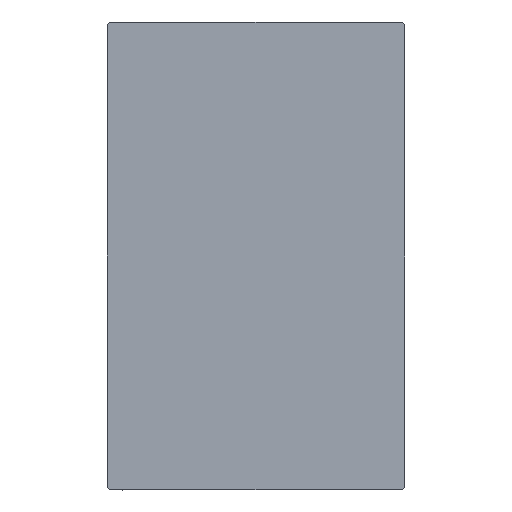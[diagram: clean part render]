
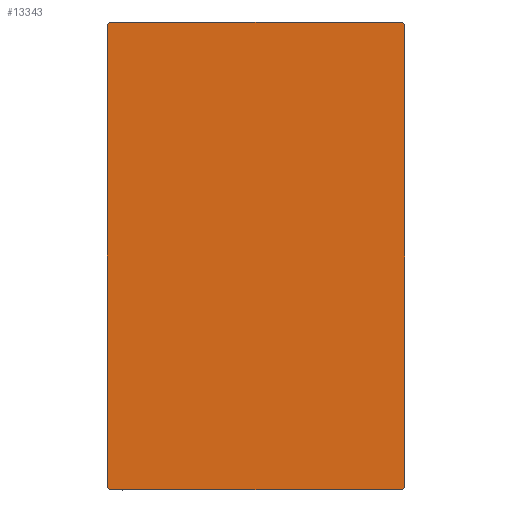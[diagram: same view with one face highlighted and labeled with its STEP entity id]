
A CAD part, left-side view. The second image highlights one B-rep face of the part: STEP entity #13343.
In plain terms, the highlighted face is planar.
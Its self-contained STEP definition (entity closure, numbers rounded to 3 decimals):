
#388 = EDGE_CURVE ( 'NONE', #11639, #19565, #13658, .T. ) ;
#655 = ORIENTED_EDGE ( 'NONE', *, *, #38027, .T. ) ;
#1469 = LINE ( 'NONE', #11023, #24180 ) ;
#1585 = ORIENTED_EDGE ( 'NONE', *, *, #33331, .T. ) ;
#1886 = DIRECTION ( 'NONE',  ( 0., -0.707, 0.707 ) ) ;
#1901 = ORIENTED_EDGE ( 'NONE', *, *, #34425, .T. ) ;
#3194 = VECTOR ( 'NONE', #42666, 1000. ) ;
#3215 = VERTEX_POINT ( 'NONE', #32429 ) ;
#3680 = DIRECTION ( 'NONE',  ( 0., -1., 0. ) ) ;
#4305 = ORIENTED_EDGE ( 'NONE', *, *, #38672, .T. ) ;
#4804 = EDGE_CURVE ( 'NONE', #3215, #37757, #28591, .T. ) ;
#4936 = LINE ( 'NONE', #38147, #18645 ) ;
#6360 = LINE ( 'NONE', #32643, #7606 ) ;
#6558 = CARTESIAN_POINT ( 'NONE',  ( 56., 17.2, 27.5 ) ) ;
#7606 = VECTOR ( 'NONE', #39781, 1000. ) ;
#7683 = VECTOR ( 'NONE', #30259, 1000. ) ;
#7966 = LINE ( 'NONE', #21663, #24799 ) ;
#8070 = LINE ( 'NONE', #34589, #7683 ) ;
#11023 = CARTESIAN_POINT ( 'NONE',  ( 56., -17.5, -27.5 ) ) ;
#11639 = VERTEX_POINT ( 'NONE', #6558 ) ;
#12772 = VECTOR ( 'NONE', #3680, 1000. ) ;
#13343 = ADVANCED_FACE ( 'NONE', ( #17074 ), #13816, .T. ) ;
#13450 = ORIENTED_EDGE ( 'NONE', *, *, #18235, .T. ) ;
#13658 = LINE ( 'NONE', #23661, #12772 ) ;
#13816 = PLANE ( 'NONE',  #26283 ) ;
#14684 = CARTESIAN_POINT ( 'NONE',  ( 56., 17.5, 27.2 ) ) ;
#15122 = CARTESIAN_POINT ( 'NONE',  ( 56., -17.5, 27.5 ) ) ;
#17074 = FACE_OUTER_BOUND ( 'NONE', #18941, .T. ) ;
#18235 = EDGE_CURVE ( 'NONE', #40088, #36987, #4936, .T. ) ;
#18645 = VECTOR ( 'NONE', #34263, 1000. ) ;
#18941 = EDGE_LOOP ( 'NONE', ( #1901, #13450, #38193, #4305, #33979, #1585, #39862, #655 ) ) ;
#19443 = CARTESIAN_POINT ( 'NONE',  ( 56., -17.5, -27.2 ) ) ;
#19565 = VERTEX_POINT ( 'NONE', #36817 ) ;
#19917 = DIRECTION ( 'NONE',  ( 1., 0., 0. ) ) ;
#20248 = CARTESIAN_POINT ( 'NONE',  ( 56., 17.5, -27.2 ) ) ;
#20758 = EDGE_CURVE ( 'NONE', #36987, #24717, #6360, .T. ) ;
#21663 = CARTESIAN_POINT ( 'NONE',  ( 56., 22.35, 22.35 ) ) ;
#23173 = DIRECTION ( 'NONE',  ( 0., 0., -1. ) ) ;
#23661 = CARTESIAN_POINT ( 'NONE',  ( 56., 17.5, 27.5 ) ) ;
#24180 = VECTOR ( 'NONE', #37524, 1000. ) ;
#24717 = VERTEX_POINT ( 'NONE', #14684 ) ;
#24799 = VECTOR ( 'NONE', #1886, 1000. ) ;
#25523 = CARTESIAN_POINT ( 'NONE',  ( 56., 17.2, -27.5 ) ) ;
#26069 = LINE ( 'NONE', #28659, #38017 ) ;
#26283 = AXIS2_PLACEMENT_3D ( 'NONE', #40096, #19917, #23173 ) ;
#28504 = VERTEX_POINT ( 'NONE', #34471 ) ;
#28591 = LINE ( 'NONE', #15122, #3194 ) ;
#28659 = CARTESIAN_POINT ( 'NONE',  ( 56., -22.35, 22.35 ) ) ;
#30259 = DIRECTION ( 'NONE',  ( 0., 0.707, -0.707 ) ) ;
#32429 = CARTESIAN_POINT ( 'NONE',  ( 56., -17.5, 27.2 ) ) ;
#32643 = CARTESIAN_POINT ( 'NONE',  ( 56., 17.5, -27.5 ) ) ;
#33331 = EDGE_CURVE ( 'NONE', #19565, #3215, #26069, .T. ) ;
#33979 = ORIENTED_EDGE ( 'NONE', *, *, #388, .T. ) ;
#34263 = DIRECTION ( 'NONE',  ( 0., 0.707, 0.707 ) ) ;
#34425 = EDGE_CURVE ( 'NONE', #28504, #40088, #1469, .T. ) ;
#34471 = CARTESIAN_POINT ( 'NONE',  ( 56., -17.2, -27.5 ) ) ;
#34589 = CARTESIAN_POINT ( 'NONE',  ( 56., -22.35, -22.35 ) ) ;
#36817 = CARTESIAN_POINT ( 'NONE',  ( 56., -17.2, 27.5 ) ) ;
#36987 = VERTEX_POINT ( 'NONE', #20248 ) ;
#37524 = DIRECTION ( 'NONE',  ( 0., 1., 0. ) ) ;
#37757 = VERTEX_POINT ( 'NONE', #19443 ) ;
#38017 = VECTOR ( 'NONE', #39075, 1000. ) ;
#38027 = EDGE_CURVE ( 'NONE', #37757, #28504, #8070, .T. ) ;
#38147 = CARTESIAN_POINT ( 'NONE',  ( 56., 22.35, -22.35 ) ) ;
#38193 = ORIENTED_EDGE ( 'NONE', *, *, #20758, .T. ) ;
#38672 = EDGE_CURVE ( 'NONE', #24717, #11639, #7966, .T. ) ;
#39075 = DIRECTION ( 'NONE',  ( 0., -0.707, -0.707 ) ) ;
#39781 = DIRECTION ( 'NONE',  ( 0., 0., 1. ) ) ;
#39862 = ORIENTED_EDGE ( 'NONE', *, *, #4804, .T. ) ;
#40088 = VERTEX_POINT ( 'NONE', #25523 ) ;
#40096 = CARTESIAN_POINT ( 'NONE',  ( 56., 0., 0. ) ) ;
#42666 = DIRECTION ( 'NONE',  ( 0., 0., -1. ) ) ;
